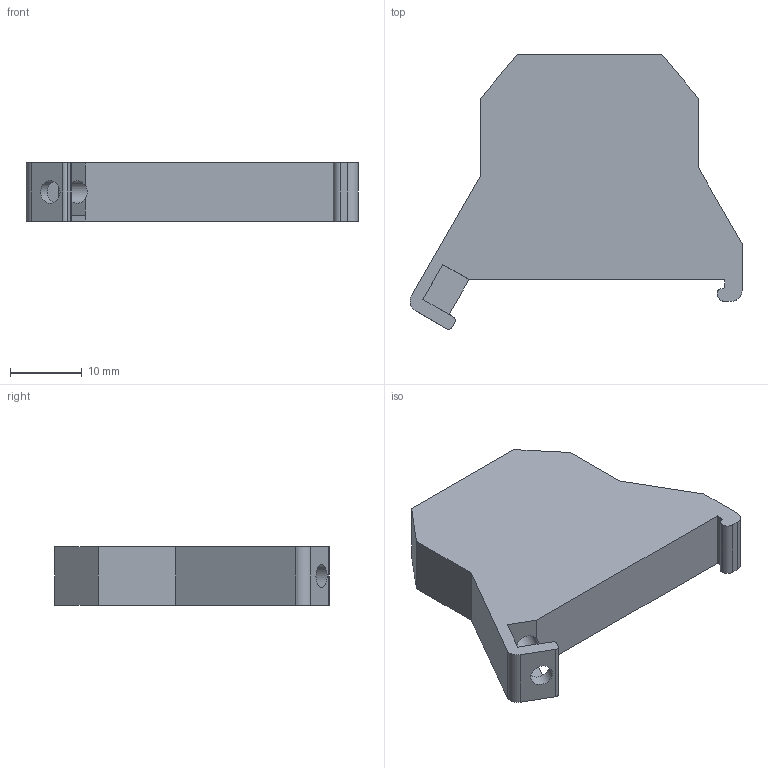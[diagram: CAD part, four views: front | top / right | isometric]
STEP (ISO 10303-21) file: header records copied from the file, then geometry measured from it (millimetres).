
FILE_DESCRIPTION(/* description */ (''),/* implementation_level */ '2;1');
FILE_NAME(/* name */ '2946_EH35_iso.stp',/* time_stamp */ '2011-07-27T15:10:32+02:00',/* author */ (''),/* organization */ (''),/* preprocessor_version */ 'ST-DEVELOPER v11',/* originating_system */ 'SIEMENS UGS NX 6.0',/* authorisation */ '');
FILE_SCHEMA (('CONFIG_CONTROL_DESIGN'));
Length unit declared in the file: millimetre
Products named in the file (1): 2946_EH35_iso
Bounding box: 46.43 x 38.41 x 8.12 mm (x, y, z)
Volume: 8385.4 mm3; surface area: 3859.9 mm2
Topology: 1 solids, 1 shells, 33 faces, 94 edges, 63 vertices
Faces by surface type: plane 23, cylinder 10
Full cylindrical faces by diameter (mm): 3.147 x2, 5.887 x1
Entity records: 1129 total; most frequent: CARTESIAN_POINT 182, DIRECTION 177, ORIENTED_EDGE 176, EDGE_CURVE 88, LINE 67, VECTOR 67, VERTEX_POINT 60, AXIS2_PLACEMENT_3D 55
